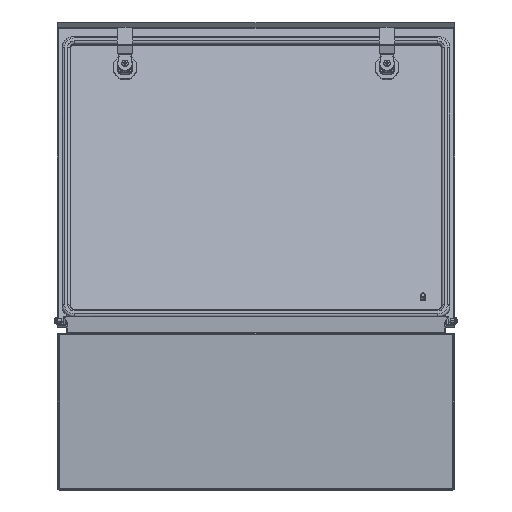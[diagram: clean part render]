
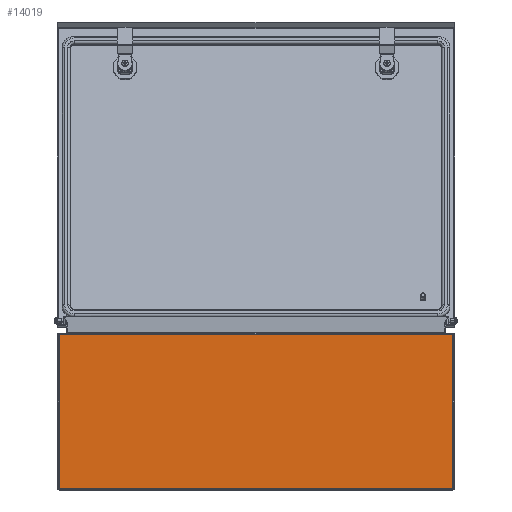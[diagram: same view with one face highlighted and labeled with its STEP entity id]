
A CAD part, left-side view. The second image highlights one B-rep face of the part: STEP entity #14019.
In plain terms, the highlighted planar face has unit normal (-1, 0, 0).
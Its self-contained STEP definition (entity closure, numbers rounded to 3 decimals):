
#1521 = FACE_OUTER_BOUND ( 'NONE', #27492, .T. ) ;
#1560 = CARTESIAN_POINT ( 'NONE',  ( -256.583, -407.844, 1. ) ) ;
#1688 = CARTESIAN_POINT ( 'NONE',  ( -256.583, 89.056, 1. ) ) ;
#3357 = VERTEX_POINT ( 'NONE', #23684 ) ;
#3446 = VECTOR ( 'NONE', #15354, 1000. ) ;
#3570 = CARTESIAN_POINT ( 'NONE',  ( -256.583, 87.356, 194.7 ) ) ;
#4013 = EDGE_CURVE ( 'NONE', #10291, #15422, #15563, .T. ) ;
#4320 = CARTESIAN_POINT ( 'NONE',  ( -256.583, -407.844, 194.7 ) ) ;
#4487 = LINE ( 'NONE', #14106, #26039 ) ;
#4526 = EDGE_CURVE ( 'NONE', #5625, #21491, #24303, .T. ) ;
#5242 = VECTOR ( 'NONE', #22082, 1000. ) ;
#5625 = VERTEX_POINT ( 'NONE', #11001 ) ;
#5812 = DIRECTION ( 'NONE',  ( 1., 0., 0. ) ) ;
#6035 = LINE ( 'NONE', #6940, #13088 ) ;
#6505 = CARTESIAN_POINT ( 'NONE',  ( -256.583, 87.356, 1. ) ) ;
#6940 = CARTESIAN_POINT ( 'NONE',  ( -256.583, 89.056, 194.7 ) ) ;
#8222 = CARTESIAN_POINT ( 'NONE',  ( -256.583, -407.761, 194.7 ) ) ;
#10291 = VERTEX_POINT ( 'NONE', #3570 ) ;
#10526 = VECTOR ( 'NONE', #23312, 1000. ) ;
#11001 = CARTESIAN_POINT ( 'NONE',  ( -256.583, -407.844, 194.7 ) ) ;
#13088 = VECTOR ( 'NONE', #21992, 1000. ) ;
#13414 = CARTESIAN_POINT ( 'NONE',  ( -256.583, -407.844, 1. ) ) ;
#13681 = ORIENTED_EDGE ( 'NONE', *, *, #18287, .F. ) ;
#14019 = ADVANCED_FACE ( 'NONE', ( #1521 ), #18708, .F. ) ;
#14106 = CARTESIAN_POINT ( 'NONE',  ( -256.583, -407.844, 194.7 ) ) ;
#15354 = DIRECTION ( 'NONE',  ( 0., 0., -1. ) ) ;
#15422 = VERTEX_POINT ( 'NONE', #6505 ) ;
#15563 = LINE ( 'NONE', #17510, #3446 ) ;
#16850 = EDGE_CURVE ( 'NONE', #20513, #5625, #22418, .T. ) ;
#16933 = LINE ( 'NONE', #1688, #10526 ) ;
#17021 = DIRECTION ( 'NONE',  ( 0., 1., 0. ) ) ;
#17510 = CARTESIAN_POINT ( 'NONE',  ( -256.583, 87.356, 196.4 ) ) ;
#18087 = EDGE_CURVE ( 'NONE', #21491, #3357, #4487, .T. ) ;
#18287 = EDGE_CURVE ( 'NONE', #20513, #15422, #16933, .T. ) ;
#18708 = PLANE ( 'NONE',  #25405 ) ;
#19649 = ORIENTED_EDGE ( 'NONE', *, *, #4013, .T. ) ;
#20383 = ORIENTED_EDGE ( 'NONE', *, *, #4526, .T. ) ;
#20513 = VERTEX_POINT ( 'NONE', #1560 ) ;
#20880 = DIRECTION ( 'NONE',  ( 0., 0., -1. ) ) ;
#21491 = VERTEX_POINT ( 'NONE', #8222 ) ;
#21992 = DIRECTION ( 'NONE',  ( 0., 1., 0. ) ) ;
#22050 = EDGE_CURVE ( 'NONE', #3357, #10291, #6035, .T. ) ;
#22082 = DIRECTION ( 'NONE',  ( 0., 0., 1. ) ) ;
#22418 = LINE ( 'NONE', #13414, #5242 ) ;
#22776 = DIRECTION ( 'NONE',  ( 0., 1., 0. ) ) ;
#23312 = DIRECTION ( 'NONE',  ( 0., 1., 0. ) ) ;
#23684 = CARTESIAN_POINT ( 'NONE',  ( -256.583, 87.273, 194.7 ) ) ;
#24303 = LINE ( 'NONE', #4320, #24973 ) ;
#24457 = ORIENTED_EDGE ( 'NONE', *, *, #18087, .T. ) ;
#24620 = ORIENTED_EDGE ( 'NONE', *, *, #22050, .T. ) ;
#24851 = ORIENTED_EDGE ( 'NONE', *, *, #16850, .T. ) ;
#24973 = VECTOR ( 'NONE', #17021, 1000. ) ;
#25117 = CARTESIAN_POINT ( 'NONE',  ( -256.583, 89.056, 196.4 ) ) ;
#25405 = AXIS2_PLACEMENT_3D ( 'NONE', #25117, #5812, #20880 ) ;
#26039 = VECTOR ( 'NONE', #22776, 1000. ) ;
#27492 = EDGE_LOOP ( 'NONE', ( #20383, #24457, #24620, #19649, #13681, #24851 ) ) ;
